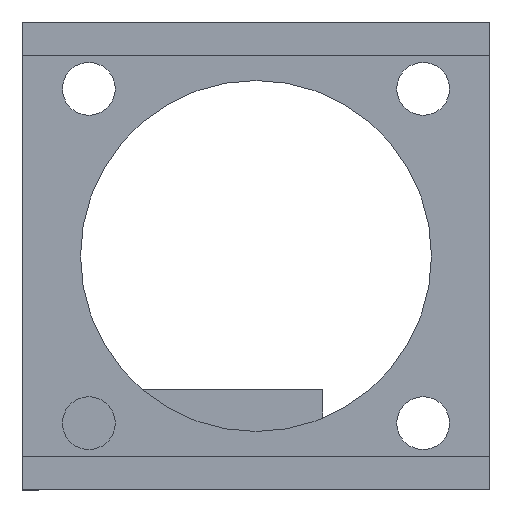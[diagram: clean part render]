
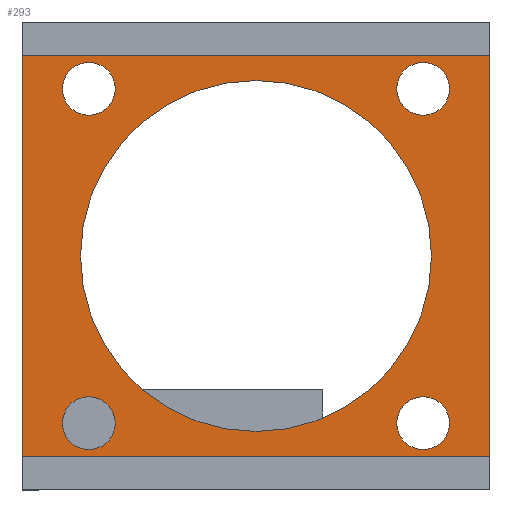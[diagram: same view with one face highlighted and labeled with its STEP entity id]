
A CAD part, left-side view. The second image highlights one B-rep face of the part: STEP entity #293.
In plain terms, the highlighted planar face has unit normal (-1, 0, 0).
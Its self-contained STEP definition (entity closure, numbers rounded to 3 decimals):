
#62 = VERTEX_POINT('',#63);
#63 = CARTESIAN_POINT('',(0.,0.,2.));
#93 = VERTEX_POINT('',#94);
#94 = CARTESIAN_POINT('',(0.,28.,2.));
#126 = EDGE_CURVE('',#93,#62,#127,.T.);
#127 = LINE('',#128,#129);
#128 = CARTESIAN_POINT('',(0.,28.,2.));
#129 = VECTOR('',#130,1.);
#130 = DIRECTION('',(0.,-1.,0.));
#195 = EDGE_CURVE('',#196,#62,#198,.T.);
#196 = VERTEX_POINT('',#197);
#197 = CARTESIAN_POINT('',(0.,0.,26.));
#198 = LINE('',#199,#200);
#199 = CARTESIAN_POINT('',(0.,0.,28.)
  );
#200 = VECTOR('',#201,1.);
#201 = DIRECTION('',(0.,0.,-1.));
#226 = EDGE_CURVE('',#93,#227,#229,.T.);
#227 = VERTEX_POINT('',#228);
#228 = CARTESIAN_POINT('',(0.,28.,26.));
#229 = LINE('',#230,#231);
#230 = CARTESIAN_POINT('',(0.,28.,0.));
#231 = VECTOR('',#232,1.);
#232 = DIRECTION('',(0.,0.,1.));
#293 = ADVANCED_FACE('',(#294,#305,#316,#327,#338,#349),#360,.F.);
#294 = FACE_BOUND('',#295,.F.);
#295 = EDGE_LOOP('',(#296,#302,#303,#304));
#296 = ORIENTED_EDGE('',*,*,#297,.F.);
#297 = EDGE_CURVE('',#196,#227,#298,.T.);
#298 = LINE('',#299,#300);
#299 = CARTESIAN_POINT('',(0.,0.,26.)
  );
#300 = VECTOR('',#301,1.);
#301 = DIRECTION('',(0.,1.,0.));
#302 = ORIENTED_EDGE('',*,*,#195,.T.);
#303 = ORIENTED_EDGE('',*,*,#126,.F.);
#304 = ORIENTED_EDGE('',*,*,#226,.T.);
#305 = FACE_BOUND('',#306,.F.);
#306 = EDGE_LOOP('',(#307));
#307 = ORIENTED_EDGE('',*,*,#308,.F.);
#308 = EDGE_CURVE('',#309,#309,#311,.T.);
#309 = VERTEX_POINT('',#310);
#310 = CARTESIAN_POINT('',(0.,25.58,4.));
#311 = CIRCLE('',#312,1.58);
#312 = AXIS2_PLACEMENT_3D('',#313,#314,#315);
#313 = CARTESIAN_POINT('',(0.,24.,4.));
#314 = DIRECTION('',(1.,0.,0.));
#315 = DIRECTION('',(0.,1.,0.));
#316 = FACE_BOUND('',#317,.F.);
#317 = EDGE_LOOP('',(#318));
#318 = ORIENTED_EDGE('',*,*,#319,.F.);
#319 = EDGE_CURVE('',#320,#320,#322,.T.);
#320 = VERTEX_POINT('',#321);
#321 = CARTESIAN_POINT('',(0.,25.58,24.));
#322 = CIRCLE('',#323,1.58);
#323 = AXIS2_PLACEMENT_3D('',#324,#325,#326);
#324 = CARTESIAN_POINT('',(0.,24.,24.));
#325 = DIRECTION('',(1.,0.,0.));
#326 = DIRECTION('',(0.,1.,0.));
#327 = FACE_BOUND('',#328,.F.);
#328 = EDGE_LOOP('',(#329));
#329 = ORIENTED_EDGE('',*,*,#330,.F.);
#330 = EDGE_CURVE('',#331,#331,#333,.T.);
#331 = VERTEX_POINT('',#332);
#332 = CARTESIAN_POINT('',(0.,5.58,4.));
#333 = CIRCLE('',#334,1.58);
#334 = AXIS2_PLACEMENT_3D('',#335,#336,#337);
#335 = CARTESIAN_POINT('',(0.,4.,4.));
#336 = DIRECTION('',(1.,0.,0.));
#337 = DIRECTION('',(0.,1.,0.));
#338 = FACE_BOUND('',#339,.F.);
#339 = EDGE_LOOP('',(#340));
#340 = ORIENTED_EDGE('',*,*,#341,.F.);
#341 = EDGE_CURVE('',#342,#342,#344,.T.);
#342 = VERTEX_POINT('',#343);
#343 = CARTESIAN_POINT('',(0.,24.5,14.));
#344 = CIRCLE('',#345,10.5);
#345 = AXIS2_PLACEMENT_3D('',#346,#347,#348);
#346 = CARTESIAN_POINT('',(0.,14.,14.));
#347 = DIRECTION('',(1.,0.,0.));
#348 = DIRECTION('',(0.,1.,0.));
#349 = FACE_BOUND('',#350,.F.);
#350 = EDGE_LOOP('',(#351));
#351 = ORIENTED_EDGE('',*,*,#352,.F.);
#352 = EDGE_CURVE('',#353,#353,#355,.T.);
#353 = VERTEX_POINT('',#354);
#354 = CARTESIAN_POINT('',(0.,5.58,24.));
#355 = CIRCLE('',#356,1.58);
#356 = AXIS2_PLACEMENT_3D('',#357,#358,#359);
#357 = CARTESIAN_POINT('',(0.,4.,24.));
#358 = DIRECTION('',(1.,0.,0.));
#359 = DIRECTION('',(0.,1.,0.));
#360 = PLANE('',#361);
#361 = AXIS2_PLACEMENT_3D('',#362,#363,#364);
#362 = CARTESIAN_POINT('',(0.,14.,14.));
#363 = DIRECTION('',(1.,0.,0.));
#364 = DIRECTION('',(0.,0.,1.));
